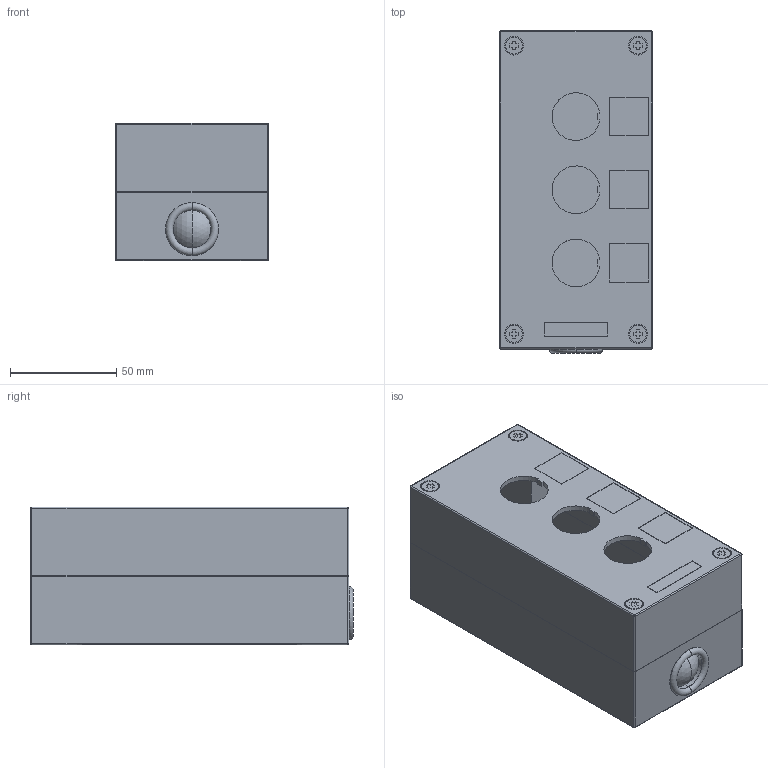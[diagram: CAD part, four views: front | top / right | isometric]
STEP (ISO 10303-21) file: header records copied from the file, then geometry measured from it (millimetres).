
FILE_DESCRIPTION (( 'STEP AP214' ), '1' );
FILE_NAME ('ÂÊÐ10-3-Ê01 Êîðïóñ ÊÏ 103 äëÿ êíîïîê 3 ìåñòà áåëûé ÈÝÊ.STEP', '2017-11-08T11:43:44', ( '' ), ( '' ), 'SwSTEP 2.0', 'SolidWorks 2014', '' );
FILE_SCHEMA (( 'AUTOMOTIVE_DESIGN' ));
Length unit declared in the file: millimetre
Products named in the file (1): ÂÊÐ10-3-Ê01 Êîðïóñ ÊÏ 103 äëÿ êíîïîê 3 ìåñòà áåëûé ÈÝÊ
Bounding box: 72 x 152 x 65 mm (x, y, z)
Volume: 177271.2 mm3; surface area: 96200.7 mm2
Topology: 2 solids, 2 shells, 203 faces, 509 edges, 324 vertices
Faces by surface type: plane 142, cylinder 39, sphere 12, torus 6, cone 4
Entity records: 6002 total; most frequent: CARTESIAN_POINT 1029, DIRECTION 1021, ORIENTED_EDGE 1002, EDGE_CURVE 501, VECTOR 389, LINE 389, VERTEX_POINT 324, AXIS2_PLACEMENT_3D 316
